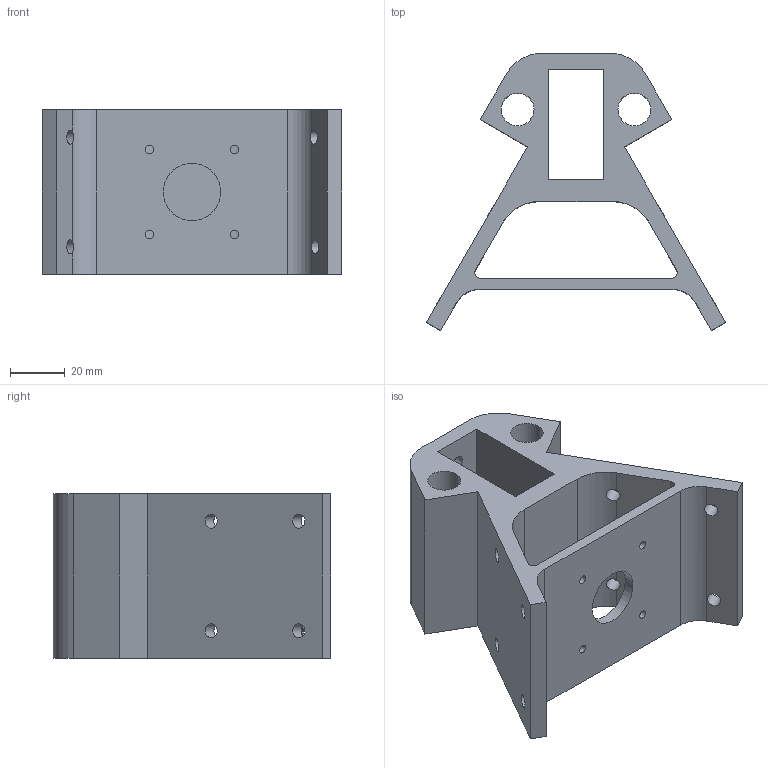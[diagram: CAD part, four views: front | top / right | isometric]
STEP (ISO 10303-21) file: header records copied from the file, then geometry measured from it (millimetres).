
FILE_DESCRIPTION(/* description */ (''),/* implementation_level */ '2;1');
FILE_NAME(/* name */ '2040_lower_corner.step',/* time_stamp */ '2018-03-01T13:20:43-05:00',/* author */ (''),/* organization */ (''),/* preprocessor_version */ 'ST-DEVELOPER v16.13',/* originating_system */ 'Autodesk Translation Framework v6.5.0.72',/* authorisation */ '');
FILE_SCHEMA (('AUTOMOTIVE_DESIGN { 1 0 10303 214 3 1 1 }'));
Length unit declared in the file: millimetre
Products named in the file (2): 2040_lower_corner; Component1
Assembly tree (1 placements, depth 2):
  2040_lower_corner
    Component1
Bounding box: 109.36 x 101.33 x 60 mm (x, y, z)
Volume: 161926.4 mm3; surface area: 52658.4 mm2
Topology: 1 solids, 1 shells, 51 faces, 164 edges, 108 vertices
Faces by surface type: cylinder 27, plane 22, cone 2
Full cylindrical faces by diameter (mm): 3.1 x4, 5.1 x10, 10 x2, 12 x2, 21 x1
Entity records: 2073 total; most frequent: CARTESIAN_POINT 469, ORIENTED_EDGE 328, DIRECTION 318, EDGE_CURVE 164, AXIS2_PLACEMENT_3D 111, VERTEX_POINT 108, LINE 96, VECTOR 96
